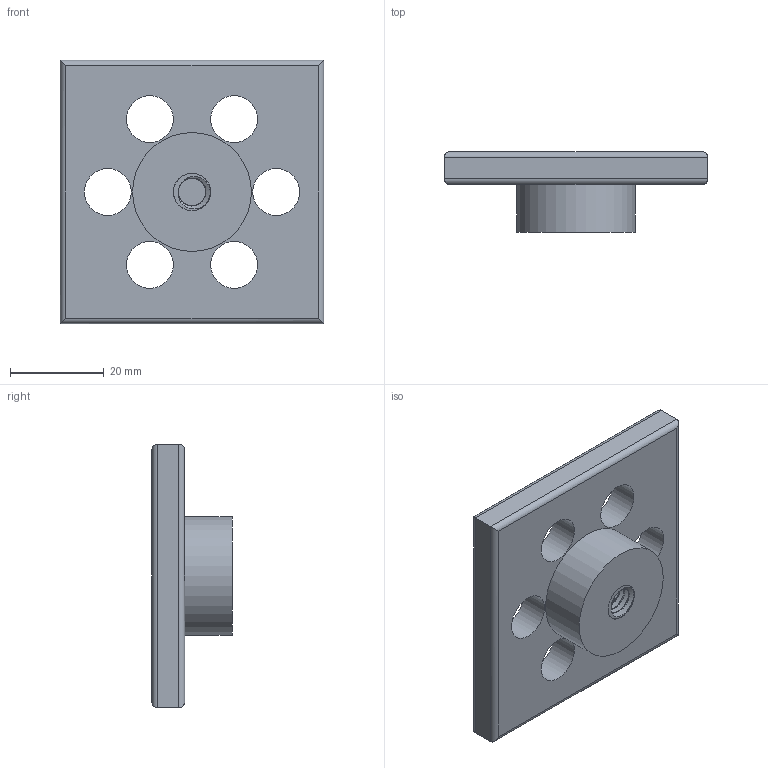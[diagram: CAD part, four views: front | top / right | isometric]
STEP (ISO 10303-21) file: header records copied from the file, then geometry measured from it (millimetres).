
FILE_DESCRIPTION(/* description */ (''),/* implementation_level */ '2;1');
FILE_NAME(/* name */ 'Tensile_test_OV-PAM_n_4_top.stp',/* time_stamp */ '2023-09-07T11:26:37+09:00',/* author */ ('jsw'),/* organization */ (''),/* preprocessor_version */ 'ST-DEVELOPER v19.2',/* originating_system */ 'Autodesk Inventor 2024',/* authorisation */ '');
FILE_SCHEMA (('AUTOMOTIVE_DESIGN { 1 0 10303 214 3 1 1 }'));
Length unit declared in the file: millimetre
Products named in the file (1): OV-PAM_n_4_bottom
Bounding box: 56.29 x 17.16 x 56.29 mm (x, y, z)
Volume: 21854.7 mm3; surface area: 10064.7 mm2
Topology: 2 solids, 2 shells, 51 faces, 121 edges, 78 vertices
Faces by surface type: cylinder 25, plane 20, bspline 6
Full cylindrical faces by diameter (mm): 5.845 x6, 7.938 x2, 10 x6, 25.4 x1
Entity records: 5047 total; most frequent: CARTESIAN_POINT 3853, ORIENTED_EDGE 242, DIRECTION 208, EDGE_CURVE 121, VERTEX_POINT 78, AXIS2_PLACEMENT_3D 74, EDGE_LOOP 69, LINE 60
